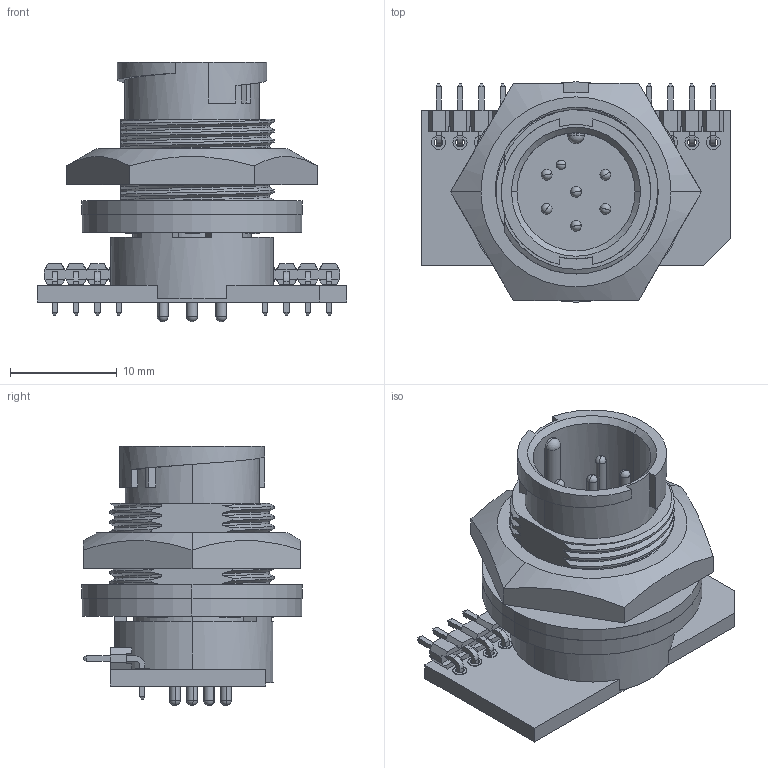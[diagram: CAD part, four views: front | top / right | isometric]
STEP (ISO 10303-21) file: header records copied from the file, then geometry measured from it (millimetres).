
FILE_DESCRIPTION (( 'STEP AP203' ), '1' );
FILE_NAME ('7251-6PG-300.STEP', '2017-09-08T13:42:13', ( '' ), ( '' ), 'SwSTEP 2.0', 'SolidWorks 2017', '' );
FILE_SCHEMA (( 'CONFIG_CONTROL_DESIGN' ));
Products named in the file (1): 7251-6PG-300
Bounding box: 28.96 x 20.62 x 24.26 mm (x, y, z)
Volume: 3829.7 mm3; surface area: 4737.7 mm2
Topology: 2 solids, 2 shells, 722 faces, 1872 edges, 1213 vertices
Faces by surface type: plane 417, cylinder 207, bspline 61, torus 24, cone 7, sphere 6
Entity records: 35236 total; most frequent: CARTESIAN_POINT 17689, ORIENTED_EDGE 3742, DIRECTION 3442, EDGE_CURVE 1871, VECTOR 1216, LINE 1216, VERTEX_POINT 1213, AXIS2_PLACEMENT_3D 1113
